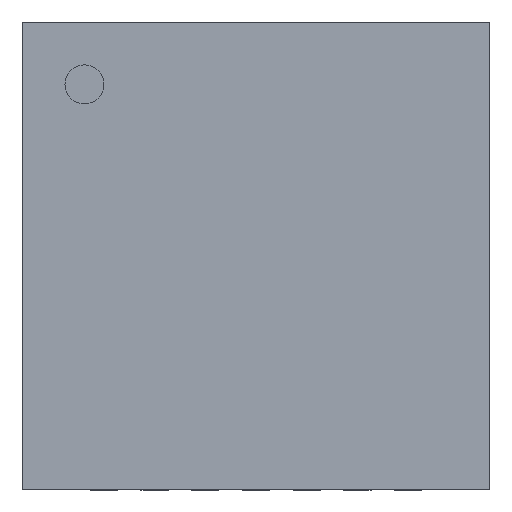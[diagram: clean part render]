
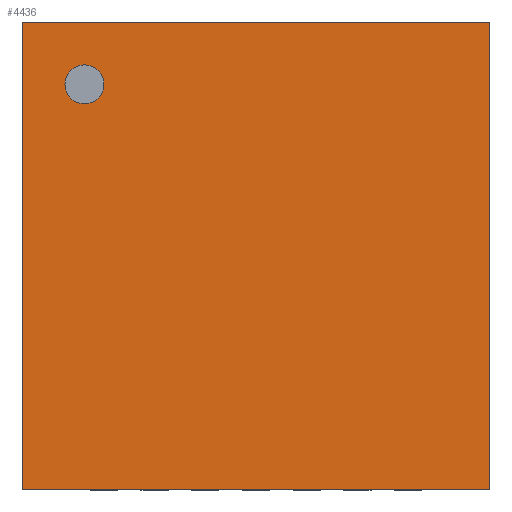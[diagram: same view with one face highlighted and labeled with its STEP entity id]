
A CAD part, top view. The second image highlights one B-rep face of the part: STEP entity #4436.
In plain terms, the highlighted planar face has unit normal (0, 0, 1).
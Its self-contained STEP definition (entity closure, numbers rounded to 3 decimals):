
#168=CARTESIAN_POINT('',(-1.95,2.2,0.98));
#169=VERTEX_POINT('',#168);
#178=CARTESIAN_POINT('',(-2.45,2.2,0.98));
#179=VERTEX_POINT('',#178);
#180=CARTESIAN_POINT('',(-2.2,2.2,0.98));
#181=DIRECTION('',(0.0,0.0,-1.0));
#182=DIRECTION('',(1.0,0.0,0.0));
#183=AXIS2_PLACEMENT_3D('',#180,#181,#182);
#184=CIRCLE('',#183,0.25);
#185=EDGE_CURVE('',#179,#169,#184,.T.);
#219=CARTESIAN_POINT('',(-2.2,2.2,0.98));
#220=DIRECTION('',(0.0,0.0,-1.0));
#221=DIRECTION('',(1.0,0.0,0.0));
#222=AXIS2_PLACEMENT_3D('',#219,#220,#221);
#223=CIRCLE('',#222,0.25);
#224=EDGE_CURVE('',#169,#179,#223,.T.);
#3991=CARTESIAN_POINT('',(3.0,3.0,0.98));
#3992=VERTEX_POINT('',#3991);
#3999=CARTESIAN_POINT('',(3.0,-3.0,0.98));
#4000=VERTEX_POINT('',#3999);
#4001=CARTESIAN_POINT('',(3.0,3.0,0.98));
#4002=DIRECTION('',(0.0,-1.0,0.0));
#4003=VECTOR('',#4002,6.0);
#4004=LINE('',#4001,#4003);
#4005=EDGE_CURVE('',#3992,#4000,#4004,.T.);
#4094=CARTESIAN_POINT('',(-3.0,3.0,0.98));
#4095=VERTEX_POINT('',#4094);
#4102=CARTESIAN_POINT('',(-3.0,3.0,0.98));
#4103=DIRECTION('',(1.0,0.0,0.0));
#4104=VECTOR('',#4103,6.0);
#4105=LINE('',#4102,#4104);
#4106=EDGE_CURVE('',#4095,#3992,#4105,.T.);
#4356=CARTESIAN_POINT('',(-3.0,-3.0,0.98));
#4357=VERTEX_POINT('',#4356);
#4358=CARTESIAN_POINT('',(3.0,-3.0,0.98));
#4359=DIRECTION('',(-1.0,0.0,0.0));
#4360=VECTOR('',#4359,6.0);
#4361=LINE('',#4358,#4360);
#4362=EDGE_CURVE('',#4000,#4357,#4361,.T.);
#4408=CARTESIAN_POINT('',(-3.0,-3.0,0.98));
#4409=DIRECTION('',(0.0,1.0,0.0));
#4410=VECTOR('',#4409,6.0);
#4411=LINE('',#4408,#4410);
#4412=EDGE_CURVE('',#4357,#4095,#4411,.T.);
#4421=CARTESIAN_POINT('',(0.0,0.0,0.98));
#4422=DIRECTION('',(0.0,0.0,1.0));
#4423=DIRECTION('',(1.0,0.0,0.0));
#4424=AXIS2_PLACEMENT_3D('',#4421,#4422,#4423);
#4425=PLANE('',#4424);
#4426=ORIENTED_EDGE('',*,*,#4106,.F.);
#4427=ORIENTED_EDGE('',*,*,#4412,.F.);
#4428=ORIENTED_EDGE('',*,*,#4362,.F.);
#4429=ORIENTED_EDGE('',*,*,#4005,.F.);
#4430=EDGE_LOOP('',(#4426,#4427,#4428,#4429));
#4431=FACE_OUTER_BOUND('',#4430,.T.);
#4432=ORIENTED_EDGE('',*,*,#224,.T.);
#4433=ORIENTED_EDGE('',*,*,#185,.T.);
#4434=EDGE_LOOP('',(#4432,#4433));
#4435=FACE_BOUND('',#4434,.T.);
#4436=ADVANCED_FACE('',(#4431,#4435),#4425,.T.);
